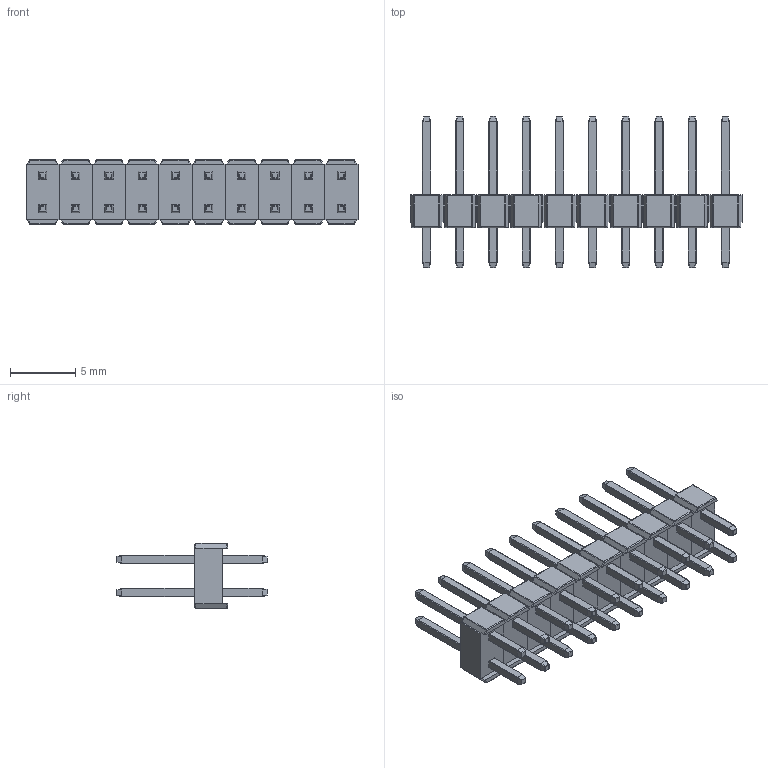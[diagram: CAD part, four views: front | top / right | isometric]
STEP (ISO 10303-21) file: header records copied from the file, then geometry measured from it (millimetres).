
FILE_DESCRIPTION(/* description */ ('STEP AP242','CAx-IF Rec.Pracs.---Representation and Presentation of Product Manufacturing Information (PMI)---4.0---2014-10-13','CAx-IF Rec.Pracs.---3D Tessellated Geometry---0.4---2014-09-14','2;1'),/* implementation_level */ '2;1');
FILE_NAME(/* name */ '61a55b4aa3e92260dd9213cf',/* time_stamp */ '2021-11-29T22:59:26+00:00',/* author */ (''),/* organization */ (''),/* preprocessor_version */ 'ST-DEVELOPER v18.1',/* originating_system */ ' ',/* authorisation */ ' ');
FILE_SCHEMA (('AP242_MANAGED_MODEL_BASED_3D_ENGINEERING_MIM_LF { 1 0 10303 442 1 1 4 }'));
Length unit declared in the file: metre
Products named in the file (50): PH2-04-UA
Bounding box: 25.4 x 11.55 x 5 mm (x, y, z)
Volume: 341.6 mm3; surface area: 1268.5 mm2
Topology: 50 solids, 50 shells, 1820 faces, 4440 edges, 2480 vertices
Faces by surface type: cylinder 840, plane 660, sphere 160, torus 80, bspline 80
Entity records: 53372 total; most frequent: CARTESIAN_POINT 10570, DIRECTION 9220, ORIENTED_EDGE 8400, EDGE_CURVE 4200, AXIS2_PLACEMENT_3D 3450, VERTEX_POINT 2480, LINE 2320, VECTOR 2320
